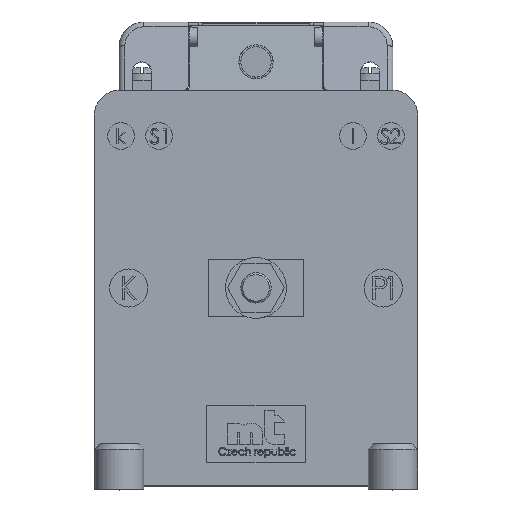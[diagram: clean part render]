
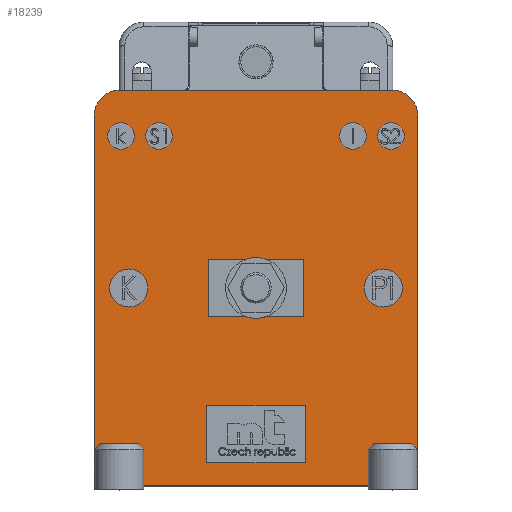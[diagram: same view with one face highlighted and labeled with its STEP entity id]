
A CAD part, top view. The second image highlights one B-rep face of the part: STEP entity #18239.
In plain terms, the highlighted face is planar.
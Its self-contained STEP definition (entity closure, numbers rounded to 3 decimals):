
#1230=FACE_BOUND('',#2783,.T.);
#1231=FACE_BOUND('',#2784,.T.);
#1232=FACE_BOUND('',#2785,.T.);
#1233=FACE_BOUND('',#2786,.T.);
#1234=FACE_BOUND('',#2787,.T.);
#1235=FACE_BOUND('',#2788,.T.);
#1236=FACE_BOUND('',#2789,.T.);
#1237=FACE_BOUND('',#2790,.T.);
#1238=FACE_BOUND('',#2791,.T.);
#1239=FACE_BOUND('',#2792,.T.);
#1355=CIRCLE('',#19548,6.5);
#1356=CIRCLE('',#19549,6.5);
#1357=CIRCLE('',#19550,6.5);
#1358=CIRCLE('',#19551,6.5);
#1359=CIRCLE('',#19552,5.);
#1360=CIRCLE('',#19553,3.5);
#1361=CIRCLE('',#19554,3.5);
#1362=CIRCLE('',#19555,3.5);
#1363=CIRCLE('',#19556,5.);
#1364=CIRCLE('',#19557,3.5);
#1365=CIRCLE('',#19558,4.5);
#1366=CIRCLE('',#19559,4.5);
#1722=FACE_OUTER_BOUND('',#2782,.T.);
#2782=EDGE_LOOP('',(#12465,#12466,#12467,#12468,#12469,#12470,#12471,#12472));
#2783=EDGE_LOOP('',(#12473,#12474,#12475,#12476));
#2784=EDGE_LOOP('',(#12477));
#2785=EDGE_LOOP('',(#12478));
#2786=EDGE_LOOP('',(#12479));
#2787=EDGE_LOOP('',(#12480));
#2788=EDGE_LOOP('',(#12481));
#2789=EDGE_LOOP('',(#12482,#12483,#12484,#12485));
#2790=EDGE_LOOP('',(#12486));
#2791=EDGE_LOOP('',(#12487));
#2792=EDGE_LOOP('',(#12488));
#4027=LINE('',#25949,#5875);
#4051=LINE('',#26075,#5899);
#4052=LINE('',#26079,#5900);
#4053=LINE('',#26083,#5901);
#4054=LINE('',#26087,#5902);
#4055=LINE('',#26091,#5903);
#4056=LINE('',#26093,#5904);
#4057=LINE('',#26095,#5905);
#4058=LINE('',#26096,#5906);
#4059=LINE('',#26108,#5907);
#4060=LINE('',#26110,#5908);
#4061=LINE('',#26111,#5909);
#5875=VECTOR('',#20778,15.);
#5899=VECTOR('',#20820,91.);
#5900=VECTOR('',#20823,72.);
#5901=VECTOR('',#20826,91.);
#5902=VECTOR('',#20829,72.);
#5903=VECTOR('',#20832,25.);
#5904=VECTOR('',#20833,11.);
#5905=VECTOR('',#20834,25.);
#5906=VECTOR('',#20835,11.);
#5907=VECTOR('',#20846,26.);
#5908=VECTOR('',#20847,15.);
#5909=VECTOR('',#20848,26.);
#7780=VERTEX_POINT('',#25947);
#7781=VERTEX_POINT('',#25948);
#7813=VERTEX_POINT('',#26073);
#7814=VERTEX_POINT('',#26074);
#7815=VERTEX_POINT('',#26076);
#7816=VERTEX_POINT('',#26078);
#7817=VERTEX_POINT('',#26080);
#7818=VERTEX_POINT('',#26082);
#7819=VERTEX_POINT('',#26084);
#7820=VERTEX_POINT('',#26086);
#7821=VERTEX_POINT('',#26089);
#7822=VERTEX_POINT('',#26090);
#7823=VERTEX_POINT('',#26092);
#7824=VERTEX_POINT('',#26094);
#7825=VERTEX_POINT('',#26097);
#7826=VERTEX_POINT('',#26099);
#7827=VERTEX_POINT('',#26101);
#7828=VERTEX_POINT('',#26103);
#7829=VERTEX_POINT('',#26105);
#7830=VERTEX_POINT('',#26107);
#7831=VERTEX_POINT('',#26109);
#7832=VERTEX_POINT('',#26112);
#7833=VERTEX_POINT('',#26114);
#7834=VERTEX_POINT('',#26116);
#9619=EDGE_CURVE('',#7780,#7781,#4027,.T.);
#9653=EDGE_CURVE('',#7813,#7814,#4051,.T.);
#9654=EDGE_CURVE('',#7813,#7815,#1355,.T.);
#9655=EDGE_CURVE('',#7816,#7815,#4052,.T.);
#9656=EDGE_CURVE('',#7816,#7817,#1356,.T.);
#9657=EDGE_CURVE('',#7817,#7818,#4053,.T.);
#9658=EDGE_CURVE('',#7818,#7819,#1357,.T.);
#9659=EDGE_CURVE('',#7820,#7819,#4054,.T.);
#9660=EDGE_CURVE('',#7820,#7814,#1358,.T.);
#9661=EDGE_CURVE('',#7821,#7822,#4055,.T.);
#9662=EDGE_CURVE('',#7823,#7821,#4056,.T.);
#9663=EDGE_CURVE('',#7824,#7823,#4057,.T.);
#9664=EDGE_CURVE('',#7822,#7824,#4058,.T.);
#9665=EDGE_CURVE('',#7825,#7825,#1359,.T.);
#9666=EDGE_CURVE('',#7826,#7826,#1360,.T.);
#9667=EDGE_CURVE('',#7827,#7827,#1361,.T.);
#9668=EDGE_CURVE('',#7828,#7828,#1362,.T.);
#9669=EDGE_CURVE('',#7829,#7829,#1363,.T.);
#9670=EDGE_CURVE('',#7830,#7780,#4059,.T.);
#9671=EDGE_CURVE('',#7831,#7830,#4060,.T.);
#9672=EDGE_CURVE('',#7781,#7831,#4061,.T.);
#9673=EDGE_CURVE('',#7832,#7832,#1364,.T.);
#9674=EDGE_CURVE('',#7833,#7833,#1365,.T.);
#9675=EDGE_CURVE('',#7834,#7834,#1366,.T.);
#12465=ORIENTED_EDGE('',*,*,#9653,.F.);
#12466=ORIENTED_EDGE('',*,*,#9654,.T.);
#12467=ORIENTED_EDGE('',*,*,#9655,.F.);
#12468=ORIENTED_EDGE('',*,*,#9656,.T.);
#12469=ORIENTED_EDGE('',*,*,#9657,.T.);
#12470=ORIENTED_EDGE('',*,*,#9658,.T.);
#12471=ORIENTED_EDGE('',*,*,#9659,.F.);
#12472=ORIENTED_EDGE('',*,*,#9660,.T.);
#12473=ORIENTED_EDGE('',*,*,#9661,.F.);
#12474=ORIENTED_EDGE('',*,*,#9662,.F.);
#12475=ORIENTED_EDGE('',*,*,#9663,.F.);
#12476=ORIENTED_EDGE('',*,*,#9664,.F.);
#12477=ORIENTED_EDGE('',*,*,#9665,.F.);
#12478=ORIENTED_EDGE('',*,*,#9666,.F.);
#12479=ORIENTED_EDGE('',*,*,#9667,.F.);
#12480=ORIENTED_EDGE('',*,*,#9668,.F.);
#12481=ORIENTED_EDGE('',*,*,#9669,.F.);
#12482=ORIENTED_EDGE('',*,*,#9619,.F.);
#12483=ORIENTED_EDGE('',*,*,#9670,.F.);
#12484=ORIENTED_EDGE('',*,*,#9671,.F.);
#12485=ORIENTED_EDGE('',*,*,#9672,.F.);
#12486=ORIENTED_EDGE('',*,*,#9673,.F.);
#12487=ORIENTED_EDGE('',*,*,#9674,.F.);
#12488=ORIENTED_EDGE('',*,*,#9675,.F.);
#17624=PLANE('',#19547);
#18239=ADVANCED_FACE('',(#1722,#1230,#1231,#1232,#1233,#1234,#1235,#1236,
#1237,#1238,#1239),#17624,.T.);
#19547=AXIS2_PLACEMENT_3D('',#26072,#20818,#20819);
#19548=AXIS2_PLACEMENT_3D('',#26077,#20821,#20822);
#19549=AXIS2_PLACEMENT_3D('',#26081,#20824,#20825);
#19550=AXIS2_PLACEMENT_3D('',#26085,#20827,#20828);
#19551=AXIS2_PLACEMENT_3D('',#26088,#20830,#20831);
#19552=AXIS2_PLACEMENT_3D('',#26098,#20836,#20837);
#19553=AXIS2_PLACEMENT_3D('',#26100,#20838,#20839);
#19554=AXIS2_PLACEMENT_3D('',#26102,#20840,#20841);
#19555=AXIS2_PLACEMENT_3D('',#26104,#20842,#20843);
#19556=AXIS2_PLACEMENT_3D('',#26106,#20844,#20845);
#19557=AXIS2_PLACEMENT_3D('',#26113,#20849,#20850);
#19558=AXIS2_PLACEMENT_3D('',#26115,#20851,#20852);
#19559=AXIS2_PLACEMENT_3D('',#26117,#20853,#20854);
#20778=DIRECTION('',(0.,-1.,0.));
#20818=DIRECTION('center_axis',(0.,0.,-1.));
#20819=DIRECTION('ref_axis',(-1.,0.,0.));
#20820=DIRECTION('',(0.,1.,0.));
#20821=DIRECTION('center_axis',(0.,0.,-1.));
#20822=DIRECTION('ref_axis',(-1.,0.,0.));
#20823=DIRECTION('',(1.,0.,0.));
#20824=DIRECTION('center_axis',(0.,0.,-1.));
#20825=DIRECTION('ref_axis',(-1.,0.,0.));
#20826=DIRECTION('',(0.,1.,0.));
#20827=DIRECTION('center_axis',(0.,0.,-1.));
#20828=DIRECTION('ref_axis',(-1.,0.,0.));
#20829=DIRECTION('',(-1.,0.,0.));
#20830=DIRECTION('center_axis',(0.,0.,-1.));
#20831=DIRECTION('ref_axis',(-1.,0.,0.));
#20832=DIRECTION('',(1.,0.,0.));
#20833=DIRECTION('',(0.,1.,0.));
#20834=DIRECTION('',(-1.,0.,0.));
#20835=DIRECTION('',(0.,-1.,0.));
#20836=DIRECTION('center_axis',(0.,0.,-1.));
#20837=DIRECTION('ref_axis',(-1.,0.,0.));
#20838=DIRECTION('center_axis',(0.,0.,-1.));
#20839=DIRECTION('ref_axis',(-1.,0.,0.));
#20840=DIRECTION('center_axis',(0.,0.,-1.));
#20841=DIRECTION('ref_axis',(-1.,0.,0.));
#20842=DIRECTION('center_axis',(0.,0.,-1.));
#20843=DIRECTION('ref_axis',(-1.,0.,0.));
#20844=DIRECTION('center_axis',(0.,0.,-1.));
#20845=DIRECTION('ref_axis',(-1.,0.,0.));
#20846=DIRECTION('',(1.,0.,0.));
#20847=DIRECTION('',(0.,1.,0.));
#20848=DIRECTION('',(-1.,0.,0.));
#20849=DIRECTION('center_axis',(0.,0.,-1.));
#20850=DIRECTION('ref_axis',(-1.,0.,0.));
#20851=DIRECTION('center_axis',(0.,0.,-1.));
#20852=DIRECTION('ref_axis',(-1.,0.,0.));
#20853=DIRECTION('center_axis',(0.,0.,-1.));
#20854=DIRECTION('ref_axis',(-1.,0.,0.));
#25947=CARTESIAN_POINT('',(13.,21.,0.));
#25948=CARTESIAN_POINT('',(13.,6.,0.));
#25949=CARTESIAN_POINT('',(13.,21.,0.));
#26072=CARTESIAN_POINT('Origin',(0.,0.,0.));
#26073=CARTESIAN_POINT('',(42.5,6.5,0.));
#26074=CARTESIAN_POINT('',(42.5,97.5,0.));
#26075=CARTESIAN_POINT('',(42.5,6.5,0.));
#26076=CARTESIAN_POINT('',(36.,0.,0.));
#26077=CARTESIAN_POINT('Origin',(36.,6.5,0.));
#26078=CARTESIAN_POINT('',(-36.,0.,0.));
#26079=CARTESIAN_POINT('',(-36.,0.,0.));
#26080=CARTESIAN_POINT('',(-42.5,6.5,0.));
#26081=CARTESIAN_POINT('Origin',(-36.,6.5,0.));
#26082=CARTESIAN_POINT('',(-42.5,97.5,0.));
#26083=CARTESIAN_POINT('',(-42.5,6.5,0.));
#26084=CARTESIAN_POINT('',(-36.,104.,0.));
#26085=CARTESIAN_POINT('Origin',(-36.,97.5,0.));
#26086=CARTESIAN_POINT('',(36.,104.,0.));
#26087=CARTESIAN_POINT('',(36.,104.,0.));
#26088=CARTESIAN_POINT('Origin',(36.,97.5,0.));
#26089=CARTESIAN_POINT('',(-12.5,57.5,0.));
#26090=CARTESIAN_POINT('',(12.5,57.5,0.));
#26091=CARTESIAN_POINT('',(-12.5,57.5,0.));
#26092=CARTESIAN_POINT('',(-12.5,46.5,0.));
#26093=CARTESIAN_POINT('',(-12.5,46.5,0.));
#26094=CARTESIAN_POINT('',(12.5,46.5,0.));
#26095=CARTESIAN_POINT('',(12.5,46.5,0.));
#26096=CARTESIAN_POINT('',(12.5,57.5,0.));
#26097=CARTESIAN_POINT('',(38.5,52.,0.));
#26098=CARTESIAN_POINT('Origin',(33.5,52.,0.));
#26099=CARTESIAN_POINT('',(-22.,92.,0.));
#26100=CARTESIAN_POINT('Origin',(-25.5,92.,0.));
#26101=CARTESIAN_POINT('',(-32.,92.,0.));
#26102=CARTESIAN_POINT('Origin',(-35.5,92.,0.));
#26103=CARTESIAN_POINT('',(29.,92.,0.));
#26104=CARTESIAN_POINT('Origin',(25.5,92.,0.));
#26105=CARTESIAN_POINT('',(-28.5,52.,0.));
#26106=CARTESIAN_POINT('Origin',(-33.5,52.,0.));
#26107=CARTESIAN_POINT('',(-13.,21.,0.));
#26108=CARTESIAN_POINT('',(-13.,21.,0.));
#26109=CARTESIAN_POINT('',(-13.,6.,0.));
#26110=CARTESIAN_POINT('',(-13.,6.,0.));
#26111=CARTESIAN_POINT('',(13.,6.,0.));
#26112=CARTESIAN_POINT('',(39.,92.,0.));
#26113=CARTESIAN_POINT('Origin',(35.5,92.,0.));
#26114=CARTESIAN_POINT('',(-31.5,6.5,0.));
#26115=CARTESIAN_POINT('Origin',(-36.,6.5,0.));
#26116=CARTESIAN_POINT('',(40.5,6.5,0.));
#26117=CARTESIAN_POINT('Origin',(36.,6.5,0.));
